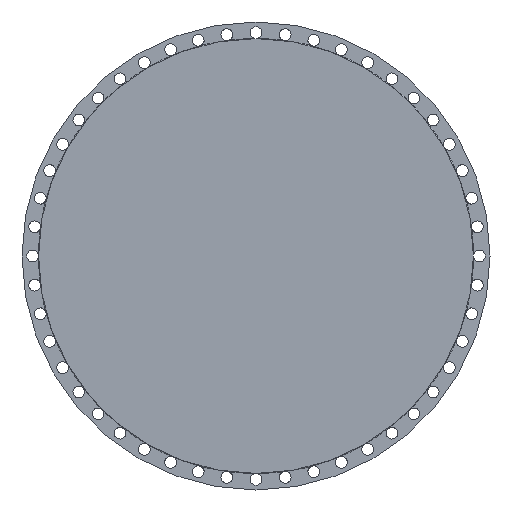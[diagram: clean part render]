
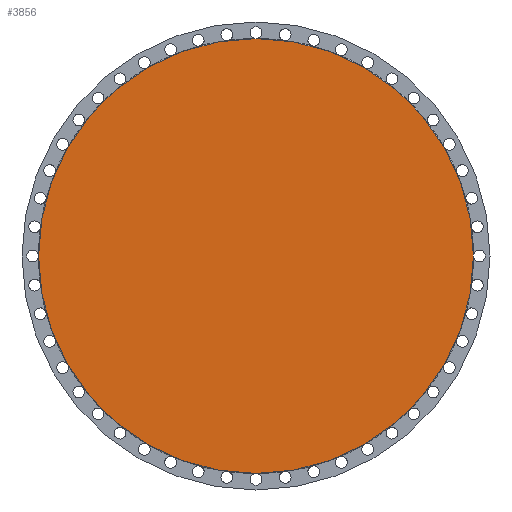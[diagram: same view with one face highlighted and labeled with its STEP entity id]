
A CAD part, left-side view. The second image highlights one B-rep face of the part: STEP entity #3856.
In plain terms, the highlighted planar face has unit normal (-1, 0, 0).
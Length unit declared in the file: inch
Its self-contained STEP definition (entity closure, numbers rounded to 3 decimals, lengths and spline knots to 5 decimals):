
#26 = DIRECTION ( 'NONE',  ( 0., 0., 1. ) ) ;
#144 = ORIENTED_EDGE ( 'NONE', *, *, #3214, .T. ) ;
#147 = AXIS2_PLACEMENT_3D ( 'NONE', #1732, #1437, #26 ) ;
#473 = AXIS2_PLACEMENT_3D ( 'NONE', #3403, #3381, #2044 ) ;
#498 = EDGE_CURVE ( 'NONE', #4250, #1945, #515, .T. ) ;
#515 = CIRCLE ( 'NONE', #147, 25.4375 ) ;
#835 = CARTESIAN_POINT ( 'NONE',  ( 0., 0., 25.4375 ) ) ;
#873 = EDGE_LOOP ( 'NONE', ( #3858, #144 ) ) ;
#1437 = DIRECTION ( 'NONE',  ( -1., 0., 0. ) ) ;
#1656 = FACE_OUTER_BOUND ( 'NONE', #873, .T. ) ;
#1732 = CARTESIAN_POINT ( 'NONE',  ( 0., 0., 0. ) ) ;
#1792 = CIRCLE ( 'NONE', #1939, 25.4375 ) ;
#1939 = AXIS2_PLACEMENT_3D ( 'NONE', #2079, #2056, #3460 ) ;
#1945 = VERTEX_POINT ( 'NONE', #2798 ) ;
#2044 = DIRECTION ( 'NONE',  ( 0., 0., 1. ) ) ;
#2056 = DIRECTION ( 'NONE',  ( -1., 0., 0. ) ) ;
#2079 = CARTESIAN_POINT ( 'NONE',  ( 0., 0., 0. ) ) ;
#2345 = PLANE ( 'NONE',  #473 ) ;
#2798 = CARTESIAN_POINT ( 'NONE',  ( 0., 0., -25.4375 ) ) ;
#3214 = EDGE_CURVE ( 'NONE', #1945, #4250, #1792, .T. ) ;
#3381 = DIRECTION ( 'NONE',  ( -1., 0., 0. ) ) ;
#3403 = CARTESIAN_POINT ( 'NONE',  ( 0., 0., 0. ) ) ;
#3460 = DIRECTION ( 'NONE',  ( 0., 0., 1. ) ) ;
#3856 = ADVANCED_FACE ( 'NONE', ( #1656 ), #2345, .T. ) ;
#3858 = ORIENTED_EDGE ( 'NONE', *, *, #498, .T. ) ;
#4250 = VERTEX_POINT ( 'NONE', #835 ) ;
